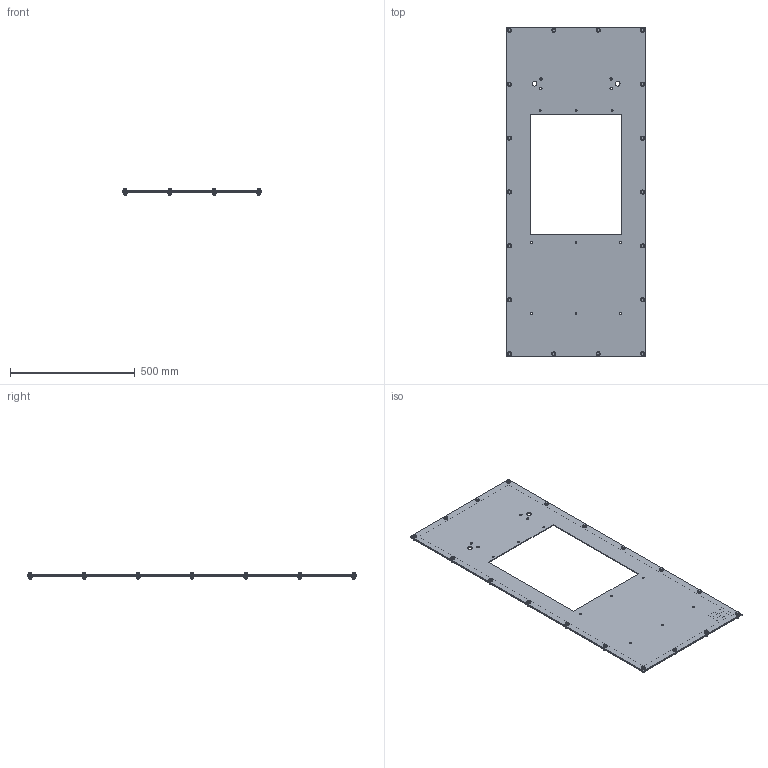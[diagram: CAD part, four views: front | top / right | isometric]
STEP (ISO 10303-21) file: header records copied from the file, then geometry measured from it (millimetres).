
FILE_DESCRIPTION(/* description */ ('52" X 22" COVER PLATE'),/* implementation_level */ '2;1');
FILE_NAME(/* name */ 'D52CVPK3N4C5DP38.stp',/* time_stamp */ '2017-10-11T15:29:21+06:00',/* author */ ('vdas'),/* organization */ (''),/* preprocessor_version */ 'ST-DEVELOPER v16.1',/* originating_system */ 'Autodesk Inventor 2016',/* authorisation */ '');
FILE_SCHEMA (('AUTOMOTIVE_DESIGN { 1 0 10303 214 3 1 1 }'));
Length unit declared in the file: inch
Products named in the file (9): D52CVPK3N4C5DP38; D5222CVPGSKT; 30221; 3905; 3907; 34929; 10 GA TO 14 GA w 0.125 Comp; 34466; D52CVPK3N4C5DP38_1
Assembly tree (25 placements, depth 3):
  D52CVPK3N4C5DP38_1
    D52CVPK3N4C5DP38
    D5222CVPGSKT
    10 GA TO 14 GA w 0.125 Comp  x18
      30221
      3905
      3907
      34929
    34466
Bounding box: 558.8 x 1320.8 x 24.22 mm (x, y, z)
Volume: 2111825.6 mm3; surface area: 1394952.8 mm2
Topology: 75 solids, 75 shells, 1061 faces, 2286 edges, 1416 vertices
Faces by surface type: plane 552, cylinder 239, cone 198, bspline 36, torus 36
Full cylindrical faces by diameter (mm): 4.978 x18, 5.556 x18, 5.969 x18, 6.35 x18, 6.985 x18, 7.144 x18, 7.366 x18, 7.937 x6, 7.938 x3, 9.525 x4, 11.049 x18, 11.125 x18, 15.24 x18, 15.875 x18, 16.51 x18, 19.05 x2, 44.45 x1, 44.958 x1
Entity records: 5183 total; most frequent: CARTESIAN_POINT 883, DIRECTION 845, ORIENTED_EDGE 654, AXIS2_PLACEMENT_3D 352, EDGE_LOOP 349, EDGE_CURVE 327, VERTEX_POINT 258, FACE_BOUND 189
